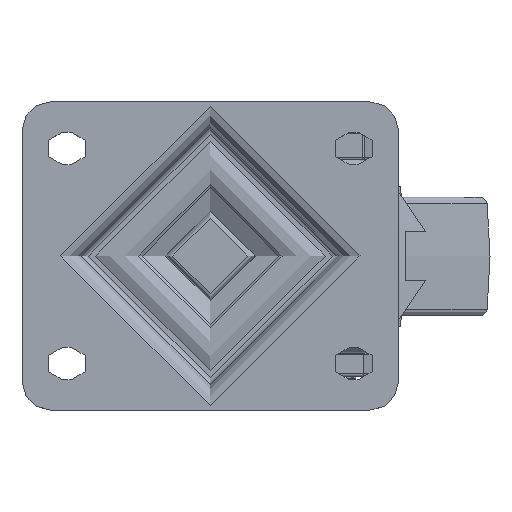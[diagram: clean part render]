
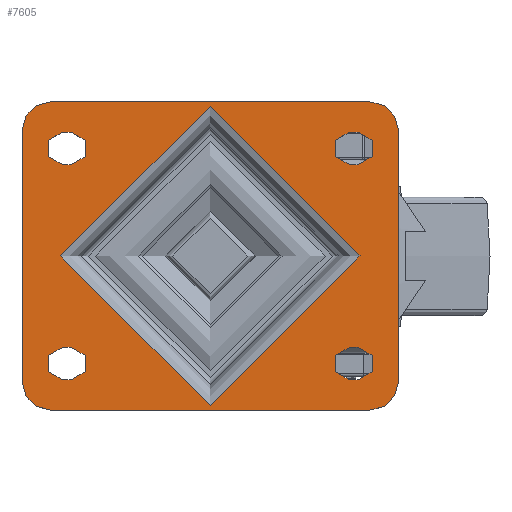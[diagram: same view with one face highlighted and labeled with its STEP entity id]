
A CAD part, top view. The second image highlights one B-rep face of the part: STEP entity #7605.
In plain terms, the highlighted planar face has unit normal (0, 0, 1).
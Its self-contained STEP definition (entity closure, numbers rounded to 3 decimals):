
#461=FACE_BOUND('',#1290,.T.);
#462=FACE_BOUND('',#1291,.T.);
#463=FACE_BOUND('',#1292,.T.);
#464=FACE_BOUND('',#1293,.T.);
#465=FACE_BOUND('',#1294,.T.);
#522=PLANE('',#8292);
#826=FACE_OUTER_BOUND('',#1289,.T.);
#1289=EDGE_LOOP('',(#5306,#5307,#5308,#5309,#5310,#5311,#5312,#5313));
#1290=EDGE_LOOP('',(#5314));
#1291=EDGE_LOOP('',(#5315,#5316,#5317,#5318));
#1292=EDGE_LOOP('',(#5319,#5320,#5321,#5322));
#1293=EDGE_LOOP('',(#5323,#5324,#5325,#5326));
#1294=EDGE_LOOP('',(#5327,#5328,#5329,#5330));
#1825=LINE('',#11384,#2436);
#1827=LINE('',#11387,#2438);
#1828=LINE('',#11388,#2439);
#1829=LINE('',#11389,#2440);
#1830=LINE('',#11390,#2441);
#1831=LINE('',#11391,#2442);
#1832=LINE('',#11392,#2443);
#1833=LINE('',#11393,#2444);
#1834=LINE('',#11394,#2445);
#1835=LINE('',#11395,#2446);
#1836=LINE('',#11396,#2447);
#1837=LINE('',#11397,#2448);
#2436=VECTOR('',#9222,1000.);
#2438=VECTOR('',#9226,1000.);
#2439=VECTOR('',#9227,1000.);
#2440=VECTOR('',#9228,1000.);
#2441=VECTOR('',#9229,1000.);
#2442=VECTOR('',#9230,1000.);
#2443=VECTOR('',#9231,1000.);
#2444=VECTOR('',#9232,1000.);
#2445=VECTOR('',#9233,1000.);
#2446=VECTOR('',#9234,1000.);
#2447=VECTOR('',#9235,1000.);
#2448=VECTOR('',#9236,1000.);
#3028=CIRCLE('',#8230,4.5);
#3029=CIRCLE('',#8232,4.5);
#3032=CIRCLE('',#8236,4.5);
#3033=CIRCLE('',#8238,4.5);
#3036=CIRCLE('',#8242,4.5);
#3037=CIRCLE('',#8244,4.5);
#3040=CIRCLE('',#8248,4.5);
#3041=CIRCLE('',#8250,4.5);
#3043=CIRCLE('',#8253,41.75);
#3056=CIRCLE('',#8273,8.);
#3058=CIRCLE('',#8276,8.);
#3060=CIRCLE('',#8279,8.);
#3062=CIRCLE('',#8282,8.);
#3348=VERTEX_POINT('',#11236);
#3349=VERTEX_POINT('',#11238);
#3350=VERTEX_POINT('',#11242);
#3351=VERTEX_POINT('',#11243);
#3356=VERTEX_POINT('',#11254);
#3357=VERTEX_POINT('',#11256);
#3358=VERTEX_POINT('',#11260);
#3359=VERTEX_POINT('',#11261);
#3364=VERTEX_POINT('',#11272);
#3365=VERTEX_POINT('',#11274);
#3366=VERTEX_POINT('',#11278);
#3367=VERTEX_POINT('',#11279);
#3372=VERTEX_POINT('',#11290);
#3373=VERTEX_POINT('',#11292);
#3374=VERTEX_POINT('',#11296);
#3375=VERTEX_POINT('',#11297);
#3378=VERTEX_POINT('',#11305);
#3387=VERTEX_POINT('',#11337);
#3388=VERTEX_POINT('',#11338);
#3391=VERTEX_POINT('',#11346);
#3392=VERTEX_POINT('',#11347);
#3395=VERTEX_POINT('',#11355);
#3396=VERTEX_POINT('',#11356);
#3399=VERTEX_POINT('',#11364);
#3400=VERTEX_POINT('',#11365);
#4070=EDGE_CURVE('',#3349,#3348,#3028,.T.);
#4072=EDGE_CURVE('',#3350,#3351,#3029,.T.);
#4078=EDGE_CURVE('',#3357,#3356,#3032,.T.);
#4080=EDGE_CURVE('',#3358,#3359,#3033,.T.);
#4086=EDGE_CURVE('',#3365,#3364,#3036,.T.);
#4088=EDGE_CURVE('',#3366,#3367,#3037,.T.);
#4094=EDGE_CURVE('',#3373,#3372,#3040,.T.);
#4096=EDGE_CURVE('',#3374,#3375,#3041,.T.);
#4100=EDGE_CURVE('',#3378,#3378,#3043,.T.);
#4116=EDGE_CURVE('',#3387,#3388,#3056,.T.);
#4120=EDGE_CURVE('',#3391,#3392,#3058,.T.);
#4124=EDGE_CURVE('',#3395,#3396,#3060,.T.);
#4128=EDGE_CURVE('',#3399,#3400,#3062,.T.);
#4137=EDGE_CURVE('',#3400,#3387,#1825,.T.);
#4139=EDGE_CURVE('',#3396,#3399,#1827,.T.);
#4140=EDGE_CURVE('',#3392,#3395,#1828,.T.);
#4141=EDGE_CURVE('',#3388,#3391,#1829,.T.);
#4142=EDGE_CURVE('',#3348,#3350,#1830,.T.);
#4143=EDGE_CURVE('',#3351,#3349,#1831,.T.);
#4144=EDGE_CURVE('',#3356,#3358,#1832,.T.);
#4145=EDGE_CURVE('',#3359,#3357,#1833,.T.);
#4146=EDGE_CURVE('',#3364,#3366,#1834,.T.);
#4147=EDGE_CURVE('',#3367,#3365,#1835,.T.);
#4148=EDGE_CURVE('',#3372,#3374,#1836,.T.);
#4149=EDGE_CURVE('',#3375,#3373,#1837,.T.);
#5306=ORIENTED_EDGE('',*,*,#4128,.F.);
#5307=ORIENTED_EDGE('',*,*,#4139,.F.);
#5308=ORIENTED_EDGE('',*,*,#4124,.F.);
#5309=ORIENTED_EDGE('',*,*,#4140,.F.);
#5310=ORIENTED_EDGE('',*,*,#4120,.F.);
#5311=ORIENTED_EDGE('',*,*,#4141,.F.);
#5312=ORIENTED_EDGE('',*,*,#4116,.F.);
#5313=ORIENTED_EDGE('',*,*,#4137,.F.);
#5314=ORIENTED_EDGE('',*,*,#4100,.F.);
#5315=ORIENTED_EDGE('',*,*,#4142,.T.);
#5316=ORIENTED_EDGE('',*,*,#4072,.T.);
#5317=ORIENTED_EDGE('',*,*,#4143,.T.);
#5318=ORIENTED_EDGE('',*,*,#4070,.T.);
#5319=ORIENTED_EDGE('',*,*,#4144,.T.);
#5320=ORIENTED_EDGE('',*,*,#4080,.T.);
#5321=ORIENTED_EDGE('',*,*,#4145,.T.);
#5322=ORIENTED_EDGE('',*,*,#4078,.T.);
#5323=ORIENTED_EDGE('',*,*,#4146,.T.);
#5324=ORIENTED_EDGE('',*,*,#4088,.T.);
#5325=ORIENTED_EDGE('',*,*,#4147,.T.);
#5326=ORIENTED_EDGE('',*,*,#4086,.T.);
#5327=ORIENTED_EDGE('',*,*,#4148,.T.);
#5328=ORIENTED_EDGE('',*,*,#4096,.T.);
#5329=ORIENTED_EDGE('',*,*,#4149,.T.);
#5330=ORIENTED_EDGE('',*,*,#4094,.T.);
#7605=ADVANCED_FACE('',(#826,#461,#462,#463,#464,#465),#522,.T.);
#8230=AXIS2_PLACEMENT_3D('',#11239,#9071,#9072);
#8232=AXIS2_PLACEMENT_3D('',#11244,#9076,#9077);
#8236=AXIS2_PLACEMENT_3D('',#11257,#9087,#9088);
#8238=AXIS2_PLACEMENT_3D('',#11262,#9092,#9093);
#8242=AXIS2_PLACEMENT_3D('',#11275,#9103,#9104);
#8244=AXIS2_PLACEMENT_3D('',#11280,#9108,#9109);
#8248=AXIS2_PLACEMENT_3D('',#11293,#9119,#9120);
#8250=AXIS2_PLACEMENT_3D('',#11298,#9124,#9125);
#8253=AXIS2_PLACEMENT_3D('',#11306,#9132,#9133);
#8273=AXIS2_PLACEMENT_3D('',#11339,#9175,#9176);
#8276=AXIS2_PLACEMENT_3D('',#11348,#9183,#9184);
#8279=AXIS2_PLACEMENT_3D('',#11357,#9191,#9192);
#8282=AXIS2_PLACEMENT_3D('',#11366,#9199,#9200);
#8292=AXIS2_PLACEMENT_3D('',#11386,#9224,#9225);
#9071=DIRECTION('center_axis',(0.,0.,-1.));
#9072=DIRECTION('ref_axis',(-1.,0.,0.));
#9076=DIRECTION('center_axis',(0.,0.,-1.));
#9077=DIRECTION('ref_axis',(-1.,0.,0.));
#9087=DIRECTION('center_axis',(0.,0.,-1.));
#9088=DIRECTION('ref_axis',(-1.,0.,0.));
#9092=DIRECTION('center_axis',(0.,0.,-1.));
#9093=DIRECTION('ref_axis',(-1.,0.,0.));
#9103=DIRECTION('center_axis',(0.,0.,-1.));
#9104=DIRECTION('ref_axis',(1.,0.,0.));
#9108=DIRECTION('center_axis',(0.,0.,-1.));
#9109=DIRECTION('ref_axis',(1.,0.,0.));
#9119=DIRECTION('center_axis',(0.,0.,-1.));
#9120=DIRECTION('ref_axis',(1.,0.,0.));
#9124=DIRECTION('center_axis',(0.,0.,-1.));
#9125=DIRECTION('ref_axis',(1.,0.,0.));
#9132=DIRECTION('center_axis',(0.,0.,1.));
#9133=DIRECTION('ref_axis',(1.,0.,0.));
#9175=DIRECTION('center_axis',(0.,0.,-1.));
#9176=DIRECTION('ref_axis',(-0.707,0.707,0.));
#9183=DIRECTION('center_axis',(0.,0.,-1.));
#9184=DIRECTION('ref_axis',(0.707,0.707,0.));
#9191=DIRECTION('center_axis',(0.,0.,-1.));
#9192=DIRECTION('ref_axis',(0.707,-0.707,0.));
#9199=DIRECTION('center_axis',(0.,0.,-1.));
#9200=DIRECTION('ref_axis',(-0.707,-0.707,0.));
#9222=DIRECTION('',(0.,1.,0.));
#9224=DIRECTION('center_axis',(0.,0.,1.));
#9225=DIRECTION('ref_axis',(1.,0.,0.));
#9226=DIRECTION('',(-1.,0.,0.));
#9227=DIRECTION('',(0.,-1.,0.));
#9228=DIRECTION('',(1.,0.,0.));
#9229=DIRECTION('',(-1.,0.,0.));
#9230=DIRECTION('',(1.,0.,0.));
#9231=DIRECTION('',(-1.,0.,0.));
#9232=DIRECTION('',(1.,0.,0.));
#9233=DIRECTION('',(1.,0.,0.));
#9234=DIRECTION('',(-1.,0.,0.));
#9235=DIRECTION('',(1.,0.,0.));
#9236=DIRECTION('',(-1.,0.,0.));
#11236=CARTESIAN_POINT('',(41.25,-34.5,0.));
#11238=CARTESIAN_POINT('',(41.25,-25.5,0.));
#11239=CARTESIAN_POINT('Origin',(41.25,-30.,0.));
#11242=CARTESIAN_POINT('',(38.75,-34.5,0.));
#11243=CARTESIAN_POINT('',(38.75,-25.5,0.));
#11244=CARTESIAN_POINT('Origin',(38.75,-30.,0.));
#11254=CARTESIAN_POINT('',(41.25,25.5,0.));
#11256=CARTESIAN_POINT('',(41.25,34.5,0.));
#11257=CARTESIAN_POINT('Origin',(41.25,30.,0.));
#11260=CARTESIAN_POINT('',(38.75,25.5,0.));
#11261=CARTESIAN_POINT('',(38.75,34.5,0.));
#11262=CARTESIAN_POINT('Origin',(38.75,30.,0.));
#11272=CARTESIAN_POINT('',(-41.25,-25.5,0.));
#11274=CARTESIAN_POINT('',(-41.25,-34.5,0.));
#11275=CARTESIAN_POINT('Origin',(-41.25,-30.,0.));
#11278=CARTESIAN_POINT('',(-38.75,-25.5,0.));
#11279=CARTESIAN_POINT('',(-38.75,-34.5,0.));
#11280=CARTESIAN_POINT('Origin',(-38.75,-30.,0.));
#11290=CARTESIAN_POINT('',(-41.25,34.5,0.));
#11292=CARTESIAN_POINT('',(-41.25,25.5,0.));
#11293=CARTESIAN_POINT('Origin',(-41.25,30.,0.));
#11296=CARTESIAN_POINT('',(-38.75,34.5,0.));
#11297=CARTESIAN_POINT('',(-38.75,25.5,0.));
#11298=CARTESIAN_POINT('Origin',(-38.75,30.,0.));
#11305=CARTESIAN_POINT('',(41.75,0.,0.));
#11306=CARTESIAN_POINT('Origin',(0.,0.,0.));
#11337=CARTESIAN_POINT('',(-52.5,35.,0.));
#11338=CARTESIAN_POINT('',(-44.5,43.,0.));
#11339=CARTESIAN_POINT('Origin',(-44.5,35.,0.));
#11346=CARTESIAN_POINT('',(44.5,43.,0.));
#11347=CARTESIAN_POINT('',(52.5,35.,0.));
#11348=CARTESIAN_POINT('Origin',(44.5,35.,0.));
#11355=CARTESIAN_POINT('',(52.5,-35.,0.));
#11356=CARTESIAN_POINT('',(44.5,-43.,0.));
#11357=CARTESIAN_POINT('Origin',(44.5,-35.,0.));
#11364=CARTESIAN_POINT('',(-44.5,-43.,0.));
#11365=CARTESIAN_POINT('',(-52.5,-35.,0.));
#11366=CARTESIAN_POINT('Origin',(-44.5,-35.,0.));
#11384=CARTESIAN_POINT('',(-52.5,-43.,0.));
#11386=CARTESIAN_POINT('Origin',(0.,0.,0.));
#11387=CARTESIAN_POINT('',(52.5,-43.,0.));
#11388=CARTESIAN_POINT('',(52.5,43.,0.));
#11389=CARTESIAN_POINT('',(-52.5,43.,0.));
#11390=CARTESIAN_POINT('',(41.25,-34.5,0.));
#11391=CARTESIAN_POINT('',(41.25,-25.5,0.));
#11392=CARTESIAN_POINT('',(41.25,25.5,0.));
#11393=CARTESIAN_POINT('',(41.25,34.5,0.));
#11394=CARTESIAN_POINT('',(-41.25,-25.5,0.));
#11395=CARTESIAN_POINT('',(-41.25,-34.5,0.));
#11396=CARTESIAN_POINT('',(-41.25,34.5,0.));
#11397=CARTESIAN_POINT('',(-41.25,25.5,0.));
